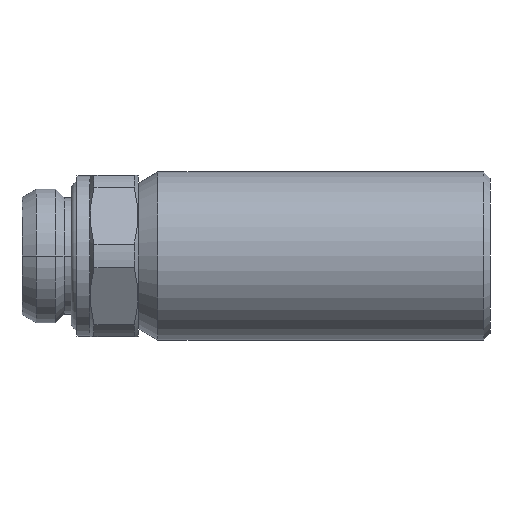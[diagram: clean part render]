
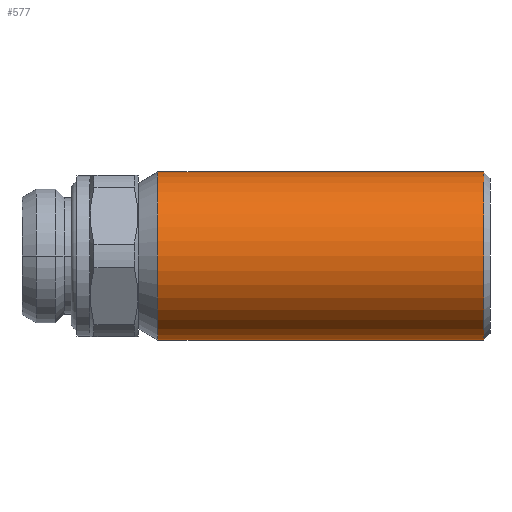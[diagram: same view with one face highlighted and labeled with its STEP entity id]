
A CAD part, front view. The second image highlights one B-rep face of the part: STEP entity #577.
In plain terms, the highlighted cylindrical face has radius 13 mm (diameter 26 mm), a partial arc.
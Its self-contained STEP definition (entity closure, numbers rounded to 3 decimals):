
#99 = EDGE_LOOP ( 'NONE', ( #2877, #2878, #2879, #2880 ) ) ;
#577 = ADVANCED_FACE ( 'NONE', ( #4549 ), #4552, .T. ) ;
#582 = EDGE_CURVE ( 'NONE', #3842, #2761, #4572, .T. ) ;
#605 = EDGE_CURVE ( 'NONE', #1252, #1256, #3296, .T. ) ;
#621 = EDGE_CURVE ( 'NONE', #1252, #3842, #1921, .T. ) ;
#1252 = VERTEX_POINT ( 'NONE', #3662 ) ;
#1256 = VERTEX_POINT ( 'NONE', #3670 ) ;
#1865 = VECTOR ( 'NONE', #4574, 1000. ) ;
#1875 = CIRCLE ( 'NONE', #1881, 13. ) ;
#1881 = AXIS2_PLACEMENT_3D ( 'NONE', #3734, #3735, #3736 ) ;
#1921 = CIRCLE ( 'NONE', #2028, 13. ) ;
#1978 = AXIS2_PLACEMENT_3D ( 'NONE', #4550, #4547, #4553 ) ;
#2028 = AXIS2_PLACEMENT_3D ( 'NONE', #3363, #3364, #3365 ) ;
#2031 = VECTOR ( 'NONE', #3298, 1000. ) ;
#2086 = EDGE_CURVE ( 'NONE', #1256, #2761, #1875, .T. ) ;
#2361 = CARTESIAN_POINT ( 'NONE',  ( -42.969, 0., 13. ) ) ;
#2423 = CARTESIAN_POINT ( 'NONE',  ( 7.4, 0., 13. ) ) ;
#2761 = VERTEX_POINT ( 'NONE', #2361 ) ;
#2877 = ORIENTED_EDGE ( 'NONE', *, *, #605, .F. ) ;
#2878 = ORIENTED_EDGE ( 'NONE', *, *, #621, .T. ) ;
#2879 = ORIENTED_EDGE ( 'NONE', *, *, #582, .T. ) ;
#2880 = ORIENTED_EDGE ( 'NONE', *, *, #2086, .F. ) ;
#3296 = LINE ( 'NONE', #3297, #2031 ) ;
#3297 = CARTESIAN_POINT ( 'NONE',  ( -48.515, 0., -13. ) ) ;
#3298 = DIRECTION ( 'NONE',  ( -1., 0., 0. ) ) ;
#3363 = CARTESIAN_POINT ( 'NONE',  ( 7.4, 0., 0. ) ) ;
#3364 = DIRECTION ( 'NONE',  ( -1., 0., 0. ) ) ;
#3365 = DIRECTION ( 'NONE',  ( 0., 0., 1. ) ) ;
#3662 = CARTESIAN_POINT ( 'NONE',  ( 7.4, 0., -13. ) ) ;
#3670 = CARTESIAN_POINT ( 'NONE',  ( -42.969, 0., -13. ) ) ;
#3734 = CARTESIAN_POINT ( 'NONE',  ( -42.969, 0., 0. ) ) ;
#3735 = DIRECTION ( 'NONE',  ( -1., 0., 0. ) ) ;
#3736 = DIRECTION ( 'NONE',  ( 0., 0., 1. ) ) ;
#3842 = VERTEX_POINT ( 'NONE', #2423 ) ;
#4547 = DIRECTION ( 'NONE',  ( -1., 0., 0. ) ) ;
#4549 = FACE_OUTER_BOUND ( 'NONE', #99, .T. ) ;
#4550 = CARTESIAN_POINT ( 'NONE',  ( -48.515, 0., 0. ) ) ;
#4552 = CYLINDRICAL_SURFACE ( 'NONE', #1978, 13. ) ;
#4553 = DIRECTION ( 'NONE',  ( 0., 0., 1. ) ) ;
#4572 = LINE ( 'NONE', #4573, #1865 ) ;
#4573 = CARTESIAN_POINT ( 'NONE',  ( -48.515, 0., 13. ) ) ;
#4574 = DIRECTION ( 'NONE',  ( -1., 0., 0. ) ) ;
